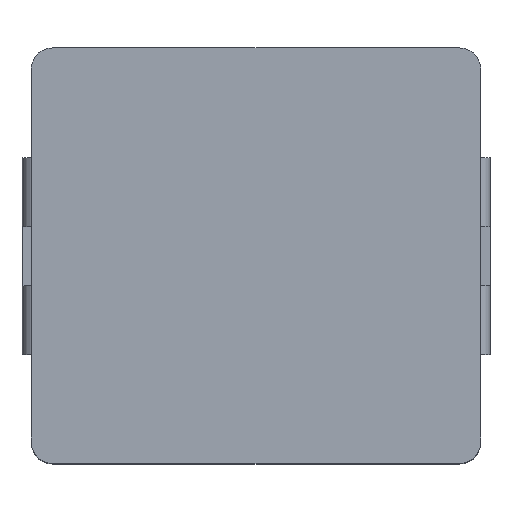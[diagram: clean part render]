
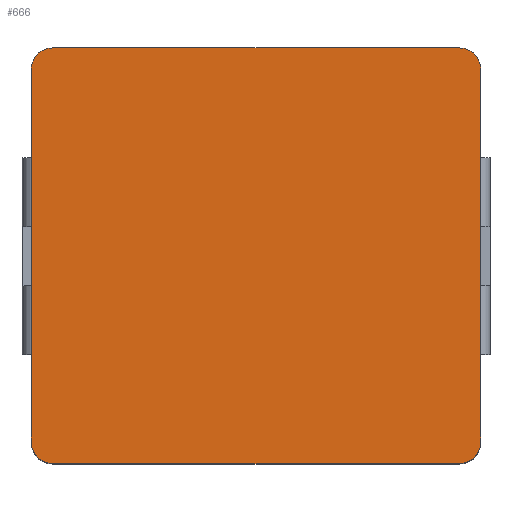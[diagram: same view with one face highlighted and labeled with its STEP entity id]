
A CAD part, top view. The second image highlights one B-rep face of the part: STEP entity #666.
In plain terms, the highlighted planar face has unit normal (0, 0, 1).
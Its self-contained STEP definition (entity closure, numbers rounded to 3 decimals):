
#47 = PLANE('',#48);
#48 = AXIS2_PLACEMENT_3D('',#49,#50,#51);
#49 = CARTESIAN_POINT('',(-3.65,3.375,0.2));
#50 = DIRECTION('',(0.,1.,0.));
#51 = DIRECTION('',(1.,0.,0.));
#72 = VERTEX_POINT('',#73);
#73 = CARTESIAN_POINT('',(-3.3,3.375,5.2));
#87 = CYLINDRICAL_SURFACE('',#88,0.35);
#88 = AXIS2_PLACEMENT_3D('',#89,#90,#91);
#89 = CARTESIAN_POINT('',(-3.3,3.025,0.2));
#90 = DIRECTION('',(0.,0.,1.));
#91 = DIRECTION('',(0.,1.,0.));
#99 = EDGE_CURVE('',#72,#100,#102,.T.);
#100 = VERTEX_POINT('',#101);
#101 = CARTESIAN_POINT('',(3.3,3.375,5.2));
#102 = SURFACE_CURVE('',#103,(#107,#114),.PCURVE_S1.);
#103 = LINE('',#104,#105);
#104 = CARTESIAN_POINT('',(-3.65,3.375,5.2));
#105 = VECTOR('',#106,1.);
#106 = DIRECTION('',(1.,0.,0.));
#107 = PCURVE('',#47,#108);
#108 = DEFINITIONAL_REPRESENTATION('',(#109),#113);
#109 = LINE('',#110,#111);
#110 = CARTESIAN_POINT('',(0.,-5.));
#111 = VECTOR('',#112,1.);
#112 = DIRECTION('',(1.,0.));
#113 = ( GEOMETRIC_REPRESENTATION_CONTEXT(2) 
PARAMETRIC_REPRESENTATION_CONTEXT() REPRESENTATION_CONTEXT('2D SPACE',''
  ) );
#114 = PCURVE('',#115,#120);
#115 = PLANE('',#116);
#116 = AXIS2_PLACEMENT_3D('',#117,#118,#119);
#117 = CARTESIAN_POINT('',(0.,0.,5.2));
#118 = DIRECTION('',(-0.,-0.,-1.));
#119 = DIRECTION('',(-1.,0.,0.));
#120 = DEFINITIONAL_REPRESENTATION('',(#121),#125);
#121 = LINE('',#122,#123);
#122 = CARTESIAN_POINT('',(3.65,3.375));
#123 = VECTOR('',#124,1.);
#124 = DIRECTION('',(-1.,0.));
#125 = ( GEOMETRIC_REPRESENTATION_CONTEXT(2) 
PARAMETRIC_REPRESENTATION_CONTEXT() REPRESENTATION_CONTEXT('2D SPACE',''
  ) );
#141 = CYLINDRICAL_SURFACE('',#142,0.35);
#142 = AXIS2_PLACEMENT_3D('',#143,#144,#145);
#143 = CARTESIAN_POINT('',(3.3,3.025,0.2));
#144 = DIRECTION('',(0.,0.,1.));
#145 = DIRECTION('',(0.,1.,0.));
#225 = PLANE('',#226);
#226 = AXIS2_PLACEMENT_3D('',#227,#228,#229);
#227 = CARTESIAN_POINT('',(3.65,3.375,0.2));
#228 = DIRECTION('',(1.,0.,0.));
#229 = DIRECTION('',(0.,-1.,0.));
#361 = CYLINDRICAL_SURFACE('',#362,0.35);
#362 = AXIS2_PLACEMENT_3D('',#363,#364,#365);
#363 = CARTESIAN_POINT('',(3.3,-3.025,0.2));
#364 = DIRECTION('',(0.,0.,1.));
#365 = DIRECTION('',(1.,0.,0.));
#389 = PLANE('',#390);
#390 = AXIS2_PLACEMENT_3D('',#391,#392,#393);
#391 = CARTESIAN_POINT('',(3.65,-3.375,0.2));
#392 = DIRECTION('',(0.,-1.,0.));
#393 = DIRECTION('',(-1.,0.,0.));
#418 = CYLINDRICAL_SURFACE('',#419,0.35);
#419 = AXIS2_PLACEMENT_3D('',#420,#421,#422);
#420 = CARTESIAN_POINT('',(-3.3,-3.025,0.2));
#421 = DIRECTION('',(0.,0.,1.));
#422 = DIRECTION('',(0.,-1.,0.));
#446 = PLANE('',#447);
#447 = AXIS2_PLACEMENT_3D('',#448,#449,#450);
#448 = CARTESIAN_POINT('',(-3.65,-3.375,0.2));
#449 = DIRECTION('',(-1.,0.,0.));
#450 = DIRECTION('',(0.,1.,0.));
#568 = VERTEX_POINT('',#569);
#569 = CARTESIAN_POINT('',(-3.65,3.025,5.2));
#590 = EDGE_CURVE('',#72,#568,#591,.T.);
#591 = SURFACE_CURVE('',#592,(#597,#604),.PCURVE_S1.);
#592 = CIRCLE('',#593,0.35);
#593 = AXIS2_PLACEMENT_3D('',#594,#595,#596);
#594 = CARTESIAN_POINT('',(-3.3,3.025,5.2));
#595 = DIRECTION('',(-0.,0.,1.));
#596 = DIRECTION('',(0.,-1.,0.));
#597 = PCURVE('',#87,#598);
#598 = DEFINITIONAL_REPRESENTATION('',(#599),#603);
#599 = LINE('',#600,#601);
#600 = CARTESIAN_POINT('',(-3.142,5.));
#601 = VECTOR('',#602,1.);
#602 = DIRECTION('',(1.,0.));
#603 = ( GEOMETRIC_REPRESENTATION_CONTEXT(2) 
PARAMETRIC_REPRESENTATION_CONTEXT() REPRESENTATION_CONTEXT('2D SPACE',''
  ) );
#604 = PCURVE('',#115,#605);
#605 = DEFINITIONAL_REPRESENTATION('',(#606),#614);
#606 = ( BOUNDED_CURVE() B_SPLINE_CURVE(2,(#607,#608,#609,#610,#611,#612
,#613),.UNSPECIFIED.,.T.,.F.) B_SPLINE_CURVE_WITH_KNOTS((1,2,2,2,2,1),(
    -2.094,0.,2.094,4.189,6.283,
8.378),.UNSPECIFIED.) CURVE() GEOMETRIC_REPRESENTATION_ITEM() 
RATIONAL_B_SPLINE_CURVE((1.,0.5,1.,0.5,1.,0.5,1.)) REPRESENTATION_ITEM(
  '') );
#607 = CARTESIAN_POINT('',(3.3,2.675));
#608 = CARTESIAN_POINT('',(2.694,2.675));
#609 = CARTESIAN_POINT('',(2.997,3.2));
#610 = CARTESIAN_POINT('',(3.3,3.725));
#611 = CARTESIAN_POINT('',(3.603,3.2));
#612 = CARTESIAN_POINT('',(3.906,2.675));
#613 = CARTESIAN_POINT('',(3.3,2.675));
#614 = ( GEOMETRIC_REPRESENTATION_CONTEXT(2) 
PARAMETRIC_REPRESENTATION_CONTEXT() REPRESENTATION_CONTEXT('2D SPACE',''
  ) );
#622 = VERTEX_POINT('',#623);
#623 = CARTESIAN_POINT('',(3.65,3.025,5.2));
#644 = EDGE_CURVE('',#100,#622,#645,.T.);
#645 = SURFACE_CURVE('',#646,(#651,#658),.PCURVE_S1.);
#646 = CIRCLE('',#647,0.35);
#647 = AXIS2_PLACEMENT_3D('',#648,#649,#650);
#648 = CARTESIAN_POINT('',(3.3,3.025,5.2));
#649 = DIRECTION('',(-0.,-0.,-1.));
#650 = DIRECTION('',(0.,-1.,0.));
#651 = PCURVE('',#141,#652);
#652 = DEFINITIONAL_REPRESENTATION('',(#653),#657);
#653 = LINE('',#654,#655);
#654 = CARTESIAN_POINT('',(3.142,5.));
#655 = VECTOR('',#656,1.);
#656 = DIRECTION('',(-1.,0.));
#657 = ( GEOMETRIC_REPRESENTATION_CONTEXT(2) 
PARAMETRIC_REPRESENTATION_CONTEXT() REPRESENTATION_CONTEXT('2D SPACE',''
  ) );
#658 = PCURVE('',#115,#659);
#659 = DEFINITIONAL_REPRESENTATION('',(#660),#664);
#660 = CIRCLE('',#661,0.35);
#661 = AXIS2_PLACEMENT_2D('',#662,#663);
#662 = CARTESIAN_POINT('',(-3.3,3.025));
#663 = DIRECTION('',(0.,-1.));
#664 = ( GEOMETRIC_REPRESENTATION_CONTEXT(2) 
PARAMETRIC_REPRESENTATION_CONTEXT() REPRESENTATION_CONTEXT('2D SPACE',''
  ) );
#666 = ADVANCED_FACE('',(#667),#115,.F.);
#667 = FACE_BOUND('',#668,.F.);
#668 = EDGE_LOOP('',(#669,#670,#671,#694,#718,#741,#765,#786));
#669 = ORIENTED_EDGE('',*,*,#99,.T.);
#670 = ORIENTED_EDGE('',*,*,#644,.T.);
#671 = ORIENTED_EDGE('',*,*,#672,.T.);
#672 = EDGE_CURVE('',#622,#673,#675,.T.);
#673 = VERTEX_POINT('',#674);
#674 = CARTESIAN_POINT('',(3.65,-3.025,5.2));
#675 = SURFACE_CURVE('',#676,(#680,#687),.PCURVE_S1.);
#676 = LINE('',#677,#678);
#677 = CARTESIAN_POINT('',(3.65,3.375,5.2));
#678 = VECTOR('',#679,1.);
#679 = DIRECTION('',(0.,-1.,0.));
#680 = PCURVE('',#115,#681);
#681 = DEFINITIONAL_REPRESENTATION('',(#682),#686);
#682 = LINE('',#683,#684);
#683 = CARTESIAN_POINT('',(-3.65,3.375));
#684 = VECTOR('',#685,1.);
#685 = DIRECTION('',(0.,-1.));
#686 = ( GEOMETRIC_REPRESENTATION_CONTEXT(2) 
PARAMETRIC_REPRESENTATION_CONTEXT() REPRESENTATION_CONTEXT('2D SPACE',''
  ) );
#687 = PCURVE('',#225,#688);
#688 = DEFINITIONAL_REPRESENTATION('',(#689),#693);
#689 = LINE('',#690,#691);
#690 = CARTESIAN_POINT('',(0.,-5.));
#691 = VECTOR('',#692,1.);
#692 = DIRECTION('',(1.,0.));
#693 = ( GEOMETRIC_REPRESENTATION_CONTEXT(2) 
PARAMETRIC_REPRESENTATION_CONTEXT() REPRESENTATION_CONTEXT('2D SPACE',''
  ) );
#694 = ORIENTED_EDGE('',*,*,#695,.T.);
#695 = EDGE_CURVE('',#673,#696,#698,.T.);
#696 = VERTEX_POINT('',#697);
#697 = CARTESIAN_POINT('',(3.3,-3.375,5.2));
#698 = SURFACE_CURVE('',#699,(#704,#711),.PCURVE_S1.);
#699 = CIRCLE('',#700,0.35);
#700 = AXIS2_PLACEMENT_3D('',#701,#702,#703);
#701 = CARTESIAN_POINT('',(3.3,-3.025,5.2));
#702 = DIRECTION('',(-0.,-0.,-1.));
#703 = DIRECTION('',(0.,-1.,0.));
#704 = PCURVE('',#115,#705);
#705 = DEFINITIONAL_REPRESENTATION('',(#706),#710);
#706 = CIRCLE('',#707,0.35);
#707 = AXIS2_PLACEMENT_2D('',#708,#709);
#708 = CARTESIAN_POINT('',(-3.3,-3.025));
#709 = DIRECTION('',(0.,-1.));
#710 = ( GEOMETRIC_REPRESENTATION_CONTEXT(2) 
PARAMETRIC_REPRESENTATION_CONTEXT() REPRESENTATION_CONTEXT('2D SPACE',''
  ) );
#711 = PCURVE('',#361,#712);
#712 = DEFINITIONAL_REPRESENTATION('',(#713),#717);
#713 = LINE('',#714,#715);
#714 = CARTESIAN_POINT('',(4.712,5.));
#715 = VECTOR('',#716,1.);
#716 = DIRECTION('',(-1.,0.));
#717 = ( GEOMETRIC_REPRESENTATION_CONTEXT(2) 
PARAMETRIC_REPRESENTATION_CONTEXT() REPRESENTATION_CONTEXT('2D SPACE',''
  ) );
#718 = ORIENTED_EDGE('',*,*,#719,.T.);
#719 = EDGE_CURVE('',#696,#720,#722,.T.);
#720 = VERTEX_POINT('',#721);
#721 = CARTESIAN_POINT('',(-3.3,-3.375,5.2));
#722 = SURFACE_CURVE('',#723,(#727,#734),.PCURVE_S1.);
#723 = LINE('',#724,#725);
#724 = CARTESIAN_POINT('',(3.65,-3.375,5.2));
#725 = VECTOR('',#726,1.);
#726 = DIRECTION('',(-1.,0.,0.));
#727 = PCURVE('',#115,#728);
#728 = DEFINITIONAL_REPRESENTATION('',(#729),#733);
#729 = LINE('',#730,#731);
#730 = CARTESIAN_POINT('',(-3.65,-3.375));
#731 = VECTOR('',#732,1.);
#732 = DIRECTION('',(1.,0.));
#733 = ( GEOMETRIC_REPRESENTATION_CONTEXT(2) 
PARAMETRIC_REPRESENTATION_CONTEXT() REPRESENTATION_CONTEXT('2D SPACE',''
  ) );
#734 = PCURVE('',#389,#735);
#735 = DEFINITIONAL_REPRESENTATION('',(#736),#740);
#736 = LINE('',#737,#738);
#737 = CARTESIAN_POINT('',(0.,-5.));
#738 = VECTOR('',#739,1.);
#739 = DIRECTION('',(1.,0.));
#740 = ( GEOMETRIC_REPRESENTATION_CONTEXT(2) 
PARAMETRIC_REPRESENTATION_CONTEXT() REPRESENTATION_CONTEXT('2D SPACE',''
  ) );
#741 = ORIENTED_EDGE('',*,*,#742,.T.);
#742 = EDGE_CURVE('',#720,#743,#745,.T.);
#743 = VERTEX_POINT('',#744);
#744 = CARTESIAN_POINT('',(-3.65,-3.025,5.2));
#745 = SURFACE_CURVE('',#746,(#751,#758),.PCURVE_S1.);
#746 = CIRCLE('',#747,0.35);
#747 = AXIS2_PLACEMENT_3D('',#748,#749,#750);
#748 = CARTESIAN_POINT('',(-3.3,-3.025,5.2));
#749 = DIRECTION('',(-0.,-0.,-1.));
#750 = DIRECTION('',(0.,-1.,0.));
#751 = PCURVE('',#115,#752);
#752 = DEFINITIONAL_REPRESENTATION('',(#753),#757);
#753 = CIRCLE('',#754,0.35);
#754 = AXIS2_PLACEMENT_2D('',#755,#756);
#755 = CARTESIAN_POINT('',(3.3,-3.025));
#756 = DIRECTION('',(0.,-1.));
#757 = ( GEOMETRIC_REPRESENTATION_CONTEXT(2) 
PARAMETRIC_REPRESENTATION_CONTEXT() REPRESENTATION_CONTEXT('2D SPACE',''
  ) );
#758 = PCURVE('',#418,#759);
#759 = DEFINITIONAL_REPRESENTATION('',(#760),#764);
#760 = LINE('',#761,#762);
#761 = CARTESIAN_POINT('',(-0.,5.));
#762 = VECTOR('',#763,1.);
#763 = DIRECTION('',(-1.,0.));
#764 = ( GEOMETRIC_REPRESENTATION_CONTEXT(2) 
PARAMETRIC_REPRESENTATION_CONTEXT() REPRESENTATION_CONTEXT('2D SPACE',''
  ) );
#765 = ORIENTED_EDGE('',*,*,#766,.T.);
#766 = EDGE_CURVE('',#743,#568,#767,.T.);
#767 = SURFACE_CURVE('',#768,(#772,#779),.PCURVE_S1.);
#768 = LINE('',#769,#770);
#769 = CARTESIAN_POINT('',(-3.65,-3.375,5.2));
#770 = VECTOR('',#771,1.);
#771 = DIRECTION('',(0.,1.,0.));
#772 = PCURVE('',#115,#773);
#773 = DEFINITIONAL_REPRESENTATION('',(#774),#778);
#774 = LINE('',#775,#776);
#775 = CARTESIAN_POINT('',(3.65,-3.375));
#776 = VECTOR('',#777,1.);
#777 = DIRECTION('',(0.,1.));
#778 = ( GEOMETRIC_REPRESENTATION_CONTEXT(2) 
PARAMETRIC_REPRESENTATION_CONTEXT() REPRESENTATION_CONTEXT('2D SPACE',''
  ) );
#779 = PCURVE('',#446,#780);
#780 = DEFINITIONAL_REPRESENTATION('',(#781),#785);
#781 = LINE('',#782,#783);
#782 = CARTESIAN_POINT('',(0.,-5.));
#783 = VECTOR('',#784,1.);
#784 = DIRECTION('',(1.,0.));
#785 = ( GEOMETRIC_REPRESENTATION_CONTEXT(2) 
PARAMETRIC_REPRESENTATION_CONTEXT() REPRESENTATION_CONTEXT('2D SPACE',''
  ) );
#786 = ORIENTED_EDGE('',*,*,#590,.F.);
